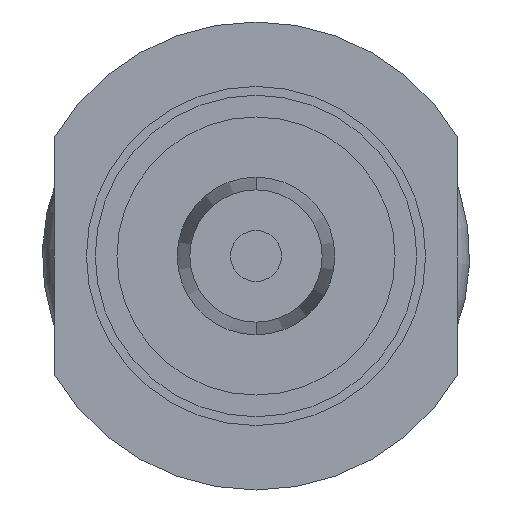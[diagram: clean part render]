
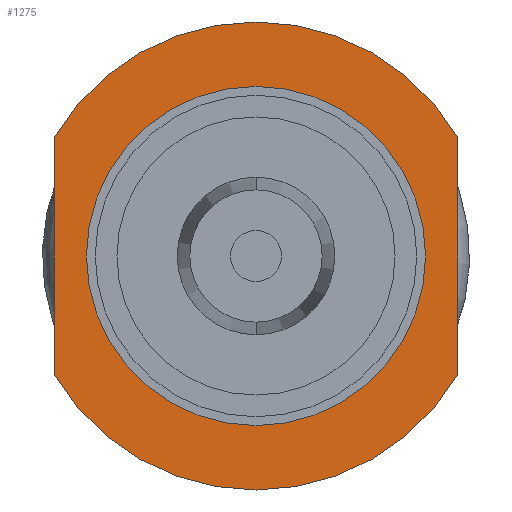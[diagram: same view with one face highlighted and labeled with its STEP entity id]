
A CAD part, left-side view. The second image highlights one B-rep face of the part: STEP entity #1275.
In plain terms, the highlighted planar face has unit normal (-1, 0, 0).
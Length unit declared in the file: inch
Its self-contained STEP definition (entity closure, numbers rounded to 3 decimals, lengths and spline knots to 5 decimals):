
#10 = VERTEX_POINT ( 'NONE', #564 ) ;
#22 = DIRECTION ( 'NONE',  ( 0., 0., 1. ) ) ;
#51 = ORIENTED_EDGE ( 'NONE', *, *, #1565, .T. ) ;
#54 = CARTESIAN_POINT ( 'NONE',  ( 1.86024, 0.23425, -0.13756 ) ) ;
#66 = AXIS2_PLACEMENT_3D ( 'NONE', #1710, #843, #22 ) ;
#150 = PLANE ( 'NONE',  #66 ) ;
#161 = CARTESIAN_POINT ( 'NONE',  ( 1.86024, 0., 0. ) ) ;
#199 = ORIENTED_EDGE ( 'NONE', *, *, #1050, .F. ) ;
#207 = CARTESIAN_POINT ( 'NONE',  ( 1.86024, 0., 0. ) ) ;
#228 = CARTESIAN_POINT ( 'NONE',  ( 1.86024, -0.23425, 0.13756 ) ) ;
#233 = AXIS2_PLACEMENT_3D ( 'NONE', #207, #740, #1755 ) ;
#281 = EDGE_CURVE ( 'NONE', #1329, #627, #1057, .T. ) ;
#315 = ORIENTED_EDGE ( 'NONE', *, *, #1543, .F. ) ;
#365 = ORIENTED_EDGE ( 'NONE', *, *, #1525, .F. ) ;
#373 = DIRECTION ( 'NONE',  ( 1., 0., 0. ) ) ;
#396 = ORIENTED_EDGE ( 'NONE', *, *, #815, .T. ) ;
#415 = DIRECTION ( 'NONE',  ( 1., 0., 0. ) ) ;
#443 = CARTESIAN_POINT ( 'NONE',  ( 1.86024, 0., -0.27165 ) ) ;
#465 = AXIS2_PLACEMENT_3D ( 'NONE', #1048, #373, #1352 ) ;
#487 = ORIENTED_EDGE ( 'NONE', *, *, #281, .T. ) ;
#503 = LINE ( 'NONE', #1772, #1580 ) ;
#504 = FACE_BOUND ( 'NONE', #1729, .T. ) ;
#509 = CARTESIAN_POINT ( 'NONE',  ( 1.86024, -0.23425, -0.13756 ) ) ;
#564 = CARTESIAN_POINT ( 'NONE',  ( 1.86024, 0.23425, 0.13756 ) ) ;
#572 = CARTESIAN_POINT ( 'NONE',  ( 1.86024, -0.23425, -0.17717 ) ) ;
#586 = AXIS2_PLACEMENT_3D ( 'NONE', #1059, #1490, #1344 ) ;
#598 = CIRCLE ( 'NONE', #233, 0.27165 ) ;
#627 = VERTEX_POINT ( 'NONE', #228 ) ;
#646 = ORIENTED_EDGE ( 'NONE', *, *, #1707, .T. ) ;
#670 = AXIS2_PLACEMENT_3D ( 'NONE', #1497, #1185, #1625 ) ;
#740 = DIRECTION ( 'NONE',  ( 1., 0., 0. ) ) ;
#751 = VERTEX_POINT ( 'NONE', #949 ) ;
#815 = EDGE_CURVE ( 'NONE', #751, #1503, #862, .T. ) ;
#816 = VERTEX_POINT ( 'NONE', #443 ) ;
#825 = CIRCLE ( 'NONE', #465, 0.17717 ) ;
#827 = FACE_OUTER_BOUND ( 'NONE', #1108, .T. ) ;
#843 = DIRECTION ( 'NONE',  ( -1., 0., 0. ) ) ;
#862 = CIRCLE ( 'NONE', #926, 0.17717 ) ;
#914 = CIRCLE ( 'NONE', #670, 0.27165 ) ;
#926 = AXIS2_PLACEMENT_3D ( 'NONE', #161, #415, #1409 ) ;
#949 = CARTESIAN_POINT ( 'NONE',  ( 1.86024, 0., -0.17717 ) ) ;
#1048 = CARTESIAN_POINT ( 'NONE',  ( 1.86024, 0., 0. ) ) ;
#1050 = EDGE_CURVE ( 'NONE', #10, #627, #598, .T. ) ;
#1057 = LINE ( 'NONE', #572, #1433 ) ;
#1059 = CARTESIAN_POINT ( 'NONE',  ( 1.86024, 0., 0. ) ) ;
#1108 = EDGE_LOOP ( 'NONE', ( #365, #487, #199, #51, #315 ) ) ;
#1185 = DIRECTION ( 'NONE',  ( 1., 0., 0. ) ) ;
#1192 = CIRCLE ( 'NONE', #586, 0.27165 ) ;
#1275 = ADVANCED_FACE ( 'NONE', ( #504, #827 ), #150, .T. ) ;
#1287 = DIRECTION ( 'NONE',  ( 0., 0., 1. ) ) ;
#1329 = VERTEX_POINT ( 'NONE', #509 ) ;
#1337 = CARTESIAN_POINT ( 'NONE',  ( 1.86024, 0., 0.17717 ) ) ;
#1344 = DIRECTION ( 'NONE',  ( 0., 0., -1. ) ) ;
#1352 = DIRECTION ( 'NONE',  ( 0., 0., -1. ) ) ;
#1409 = DIRECTION ( 'NONE',  ( 0., 0., -1. ) ) ;
#1433 = VECTOR ( 'NONE', #1287, 39.37008 ) ;
#1490 = DIRECTION ( 'NONE',  ( 1., 0., 0. ) ) ;
#1497 = CARTESIAN_POINT ( 'NONE',  ( 1.86024, 0., 0. ) ) ;
#1501 = DIRECTION ( 'NONE',  ( 0., 0., -1. ) ) ;
#1503 = VERTEX_POINT ( 'NONE', #1337 ) ;
#1525 = EDGE_CURVE ( 'NONE', #1329, #816, #1192, .T. ) ;
#1543 = EDGE_CURVE ( 'NONE', #816, #1633, #914, .T. ) ;
#1565 = EDGE_CURVE ( 'NONE', #10, #1633, #503, .T. ) ;
#1580 = VECTOR ( 'NONE', #1501, 39.37008 ) ;
#1625 = DIRECTION ( 'NONE',  ( 0., 0., -1. ) ) ;
#1633 = VERTEX_POINT ( 'NONE', #54 ) ;
#1707 = EDGE_CURVE ( 'NONE', #1503, #751, #825, .T. ) ;
#1710 = CARTESIAN_POINT ( 'NONE',  ( 1.86024, 0., -0.17717 ) ) ;
#1729 = EDGE_LOOP ( 'NONE', ( #396, #646 ) ) ;
#1755 = DIRECTION ( 'NONE',  ( 0., 0., -1. ) ) ;
#1772 = CARTESIAN_POINT ( 'NONE',  ( 1.86024, 0.23425, -0.17717 ) ) ;
